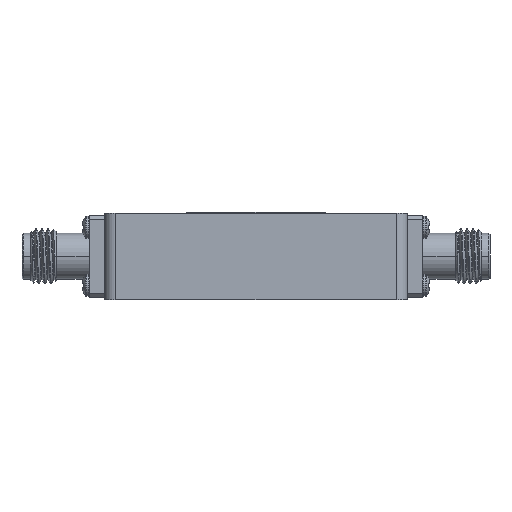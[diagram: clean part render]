
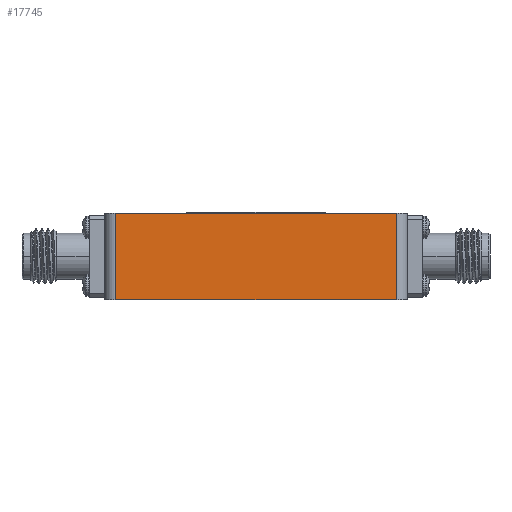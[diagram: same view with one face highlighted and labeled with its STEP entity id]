
A CAD part, left-side view. The second image highlights one B-rep face of the part: STEP entity #17745.
In plain terms, the highlighted planar face has unit normal (-1, 0, 0).
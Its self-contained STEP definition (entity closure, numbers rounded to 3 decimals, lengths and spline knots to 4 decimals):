
#514 = PLANE ( 'NONE',  #70217 ) ;
#615 = LINE ( 'NONE', #71170, #18213 ) ;
#1279 = ORIENTED_EDGE ( 'NONE', *, *, #20813, .T. ) ;
#6942 = CARTESIAN_POINT ( 'NONE',  ( -1.0236, 0.639, 0.1969 ) ) ;
#12185 = CARTESIAN_POINT ( 'NONE',  ( -1.0236, -0.639, -0.1969 ) ) ;
#12501 = EDGE_CURVE ( 'NONE', #18741, #87917, #615, .T. ) ;
#17745 = ADVANCED_FACE ( 'NONE', ( #28828 ), #514, .F. ) ;
#18213 = VECTOR ( 'NONE', #106465, 39.3701 ) ;
#18444 = CARTESIAN_POINT ( 'NONE',  ( -1.0236, -0.689, 0.1969 ) ) ;
#18741 = VERTEX_POINT ( 'NONE', #6942 ) ;
#19481 = ORIENTED_EDGE ( 'NONE', *, *, #12501, .F. ) ;
#19832 = EDGE_CURVE ( 'NONE', #90276, #29356, #69594, .T. ) ;
#20145 = DIRECTION ( 'NONE',  ( 1., 0., 0. ) ) ;
#20813 = EDGE_CURVE ( 'NONE', #29356, #87917, #101225, .T. ) ;
#23707 = CARTESIAN_POINT ( 'NONE',  ( -1.0236, 0.639, 0.1969 ) ) ;
#25094 = CARTESIAN_POINT ( 'NONE',  ( -1.0236, -0.689, -0.1969 ) ) ;
#26537 = EDGE_LOOP ( 'NONE', ( #19481, #43147, #48826, #1279 ) ) ;
#28828 = FACE_OUTER_BOUND ( 'NONE', #26537, .T. ) ;
#29356 = VERTEX_POINT ( 'NONE', #12185 ) ;
#34328 = DIRECTION ( 'NONE',  ( 0., -1., 0. ) ) ;
#39915 = CARTESIAN_POINT ( 'NONE',  ( -1.0236, -0.639, 0.1969 ) ) ;
#43147 = ORIENTED_EDGE ( 'NONE', *, *, #79184, .T. ) ;
#44169 = VECTOR ( 'NONE', #34328, 39.3701 ) ;
#48826 = ORIENTED_EDGE ( 'NONE', *, *, #19832, .T. ) ;
#55305 = VECTOR ( 'NONE', #94249, 39.3701 ) ;
#65918 = LINE ( 'NONE', #23707, #111867 ) ;
#69594 = LINE ( 'NONE', #25094, #44169 ) ;
#70217 = AXIS2_PLACEMENT_3D ( 'NONE', #18444, #20145, #106359 ) ;
#71170 = CARTESIAN_POINT ( 'NONE',  ( -1.0236, -0.689, 0.1969 ) ) ;
#79184 = EDGE_CURVE ( 'NONE', #18741, #90276, #65918, .T. ) ;
#80588 = CARTESIAN_POINT ( 'NONE',  ( -1.0236, -0.639, 0.1969 ) ) ;
#84987 = DIRECTION ( 'NONE',  ( 0., 0., -1. ) ) ;
#87917 = VERTEX_POINT ( 'NONE', #80588 ) ;
#90276 = VERTEX_POINT ( 'NONE', #112653 ) ;
#94249 = DIRECTION ( 'NONE',  ( 0., 0., 1. ) ) ;
#101225 = LINE ( 'NONE', #39915, #55305 ) ;
#106359 = DIRECTION ( 'NONE',  ( 0., 1., 0. ) ) ;
#106465 = DIRECTION ( 'NONE',  ( 0., -1., 0. ) ) ;
#111867 = VECTOR ( 'NONE', #84987, 39.3701 ) ;
#112653 = CARTESIAN_POINT ( 'NONE',  ( -1.0236, 0.639, -0.1969 ) ) ;
